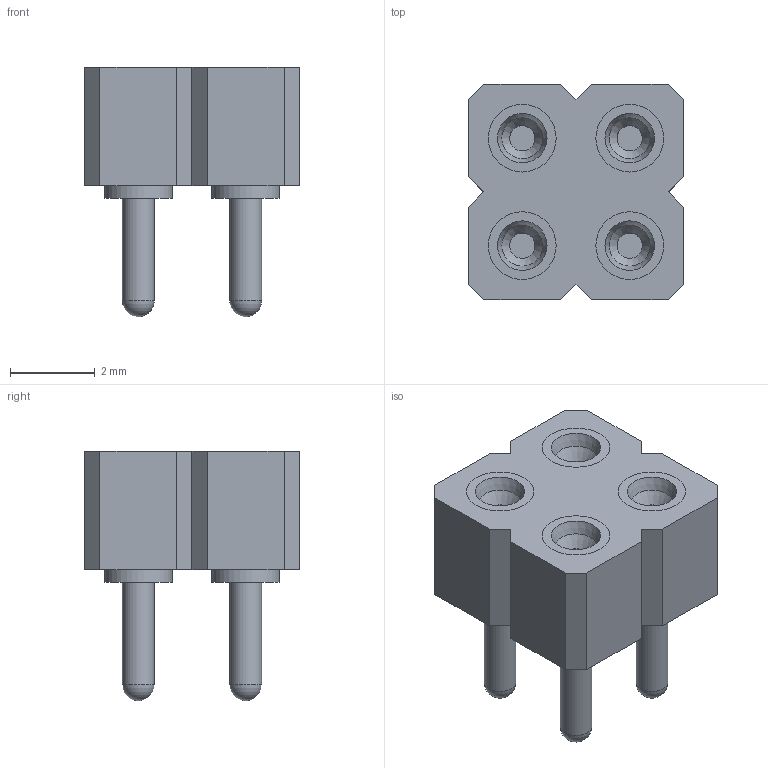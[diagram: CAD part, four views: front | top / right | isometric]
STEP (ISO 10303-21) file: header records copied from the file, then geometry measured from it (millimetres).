
FILE_DESCRIPTION(/* description */ (''),/* implementation_level */ '2;1');
FILE_NAME(/* name */ '256-008-2-xx-xx.stp',/* time_stamp */ '2015-08-11T15:36:32+02:00',/* author */ ('andreas.larin'),/* organization */ (''),/* preprocessor_version */ 'ST-DEVELOPER v15.6',/* originating_system */ 'Autodesk Inventor 2015',/* authorisation */ '');
FILE_SCHEMA (('AUTOMOTIVE_DESIGN { 1 0 10303 214 3 1 1 }'));
Length unit declared in the file: millimetre
Products named in the file (3): 256-008-2-Iso; 256-008-2-Stift; 256-008-2-xx-xx
Bounding box: 5.08 x 5.08 x 5.9 mm (x, y, z)
Volume: 71.8 mm3; surface area: 280.6 mm2
Topology: 5 solids, 5 shells, 62 faces, 140 edges, 92 vertices
Faces by surface type: plane 34, cylinder 16, cone 8, sphere 4
Full cylindrical faces by diameter (mm): 0.6 x4, 0.75 x4, 1.6 x8
Entity records: 1086 total; most frequent: DIRECTION 178, CARTESIAN_POINT 175, ORIENTED_EDGE 152, EDGE_CURVE 76, LINE 60, VECTOR 60, AXIS2_PLACEMENT_3D 59, VERTEX_POINT 56
